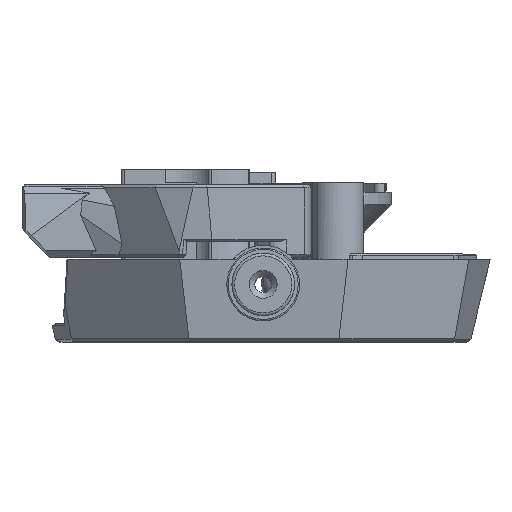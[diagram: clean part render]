
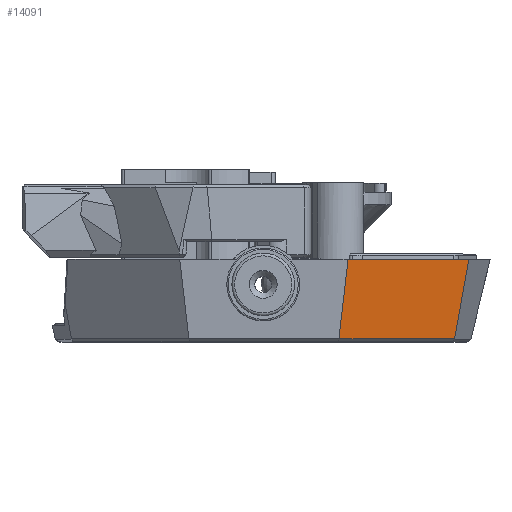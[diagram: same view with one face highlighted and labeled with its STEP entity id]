
A CAD part, top view. The second image highlights one B-rep face of the part: STEP entity #14091.
In plain terms, the highlighted planar face has unit normal (0.622, -0.139, 0.771).
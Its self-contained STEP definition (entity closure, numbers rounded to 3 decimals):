
#1948=FACE_OUTER_BOUND('',#2778,.T.);
#2778=EDGE_LOOP('',(#12803,#12804,#12805,#12806,#12807));
#3826=LINE('',#27950,#5109);
#3866=LINE('',#28123,#5149);
#4063=LINE('',#29292,#5346);
#4064=LINE('',#29295,#5347);
#4065=LINE('',#29296,#5348);
#5109=VECTOR('',#18642,10.);
#5149=VECTOR('',#18772,10.);
#5346=VECTOR('',#19353,10.);
#5347=VECTOR('',#19356,10.);
#5348=VECTOR('',#19357,10.);
#6531=VERTEX_POINT('',#27947);
#6532=VERTEX_POINT('',#27949);
#6581=VERTEX_POINT('',#28122);
#6742=VERTEX_POINT('',#29289);
#6743=VERTEX_POINT('',#29294);
#8421=EDGE_CURVE('',#6531,#6532,#3826,.T.);
#8490=EDGE_CURVE('',#6532,#6581,#3866,.T.);
#8783=EDGE_CURVE('',#6581,#6742,#4063,.T.);
#8784=EDGE_CURVE('',#6743,#6531,#4064,.T.);
#8785=EDGE_CURVE('',#6742,#6743,#4065,.T.);
#12803=ORIENTED_EDGE('',*,*,#8784,.F.);
#12804=ORIENTED_EDGE('',*,*,#8785,.F.);
#12805=ORIENTED_EDGE('',*,*,#8783,.F.);
#12806=ORIENTED_EDGE('',*,*,#8490,.F.);
#12807=ORIENTED_EDGE('',*,*,#8421,.F.);
#13325=PLANE('',#15498);
#14091=ADVANCED_FACE('',(#1948),#13325,.F.);
#15498=AXIS2_PLACEMENT_3D('',#29293,#19354,#19355);
#18642=DIRECTION('',(0.114,0.99,0.087));
#18772=DIRECTION('',(0.778,0.,-0.628));
#19353=DIRECTION('',(-0.176,-0.984,-0.035));
#19354=DIRECTION('center_axis',(-0.622,0.139,-0.771));
#19355=DIRECTION('ref_axis',(-0.778,0.,0.628));
#19356=DIRECTION('',(-0.606,0.537,0.586));
#19357=DIRECTION('',(-0.778,0.,0.628));
#27947=CARTESIAN_POINT('',(6.214,0.398,42.904));
#27949=CARTESIAN_POINT('',(7.53,11.8,43.902));
#27950=CARTESIAN_POINT('',(7.48,11.374,43.865));
#28122=CARTESIAN_POINT('',(24.864,11.8,29.914));
#28123=CARTESIAN_POINT('',(17.313,11.8,36.008));
#29289=CARTESIAN_POINT('',(22.82,0.396,29.504));
#29292=CARTESIAN_POINT('',(24.513,9.841,29.844));
#29293=CARTESIAN_POINT('Origin',(17.601,15.15,36.38));
#29294=CARTESIAN_POINT('',(6.217,0.396,42.902));
#29295=CARTESIAN_POINT('',(5.142,1.348,43.941));
#29296=CARTESIAN_POINT('',(14.473,0.396,36.24));
